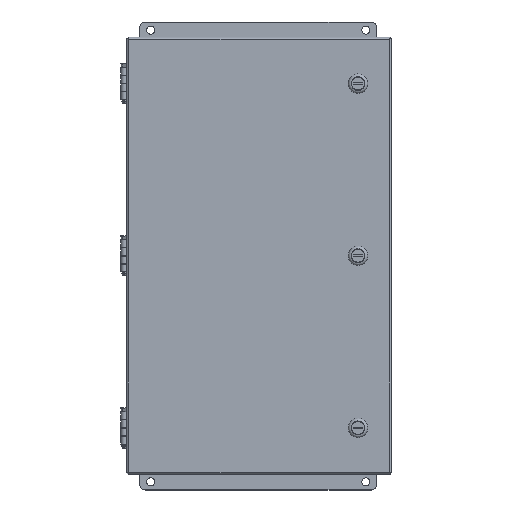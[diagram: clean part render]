
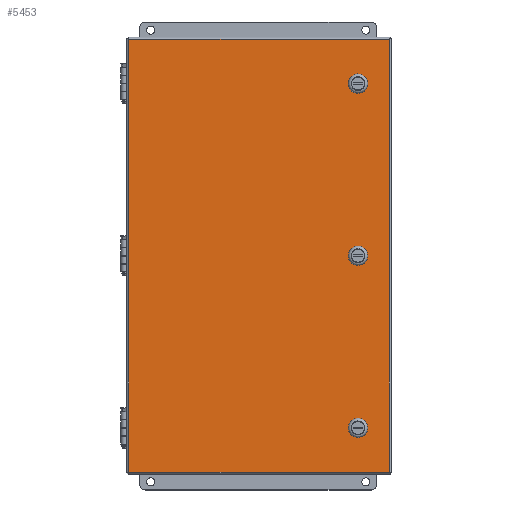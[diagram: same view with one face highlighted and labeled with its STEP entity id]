
A CAD part, top view. The second image highlights one B-rep face of the part: STEP entity #5453.
In plain terms, the highlighted face is planar.
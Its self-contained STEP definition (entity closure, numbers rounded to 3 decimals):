
#5453 = ADVANCED_FACE( '', ( #11492, #11493, #11494, #11495 ), #11496, .T. );
#11492 = FACE_BOUND( '', #38115, .T. );
#11493 = FACE_BOUND( '', #38116, .T. );
#11494 = FACE_BOUND( '', #38117, .T. );
#11495 = FACE_OUTER_BOUND( '', #38118, .T. );
#11496 = PLANE( '', #38119 );
#38115 = EDGE_LOOP( '', ( #62925, #62926, #62927, #62928 ) );
#38116 = EDGE_LOOP( '', ( #62929, #62930, #62931, #62932 ) );
#38117 = EDGE_LOOP( '', ( #62933, #62934, #62935, #62936 ) );
#38118 = EDGE_LOOP( '', ( #62937, #62938, #62939, #62940 ) );
#38119 = AXIS2_PLACEMENT_3D( '', #62941, #62942, #62943 );
#62925 = ORIENTED_EDGE( '', *, *, #75456, .F. );
#62926 = ORIENTED_EDGE( '', *, *, #72431, .F. );
#62927 = ORIENTED_EDGE( '', *, *, #70659, .F. );
#62928 = ORIENTED_EDGE( '', *, *, #74246, .F. );
#62929 = ORIENTED_EDGE( '', *, *, #72356, .F. );
#62930 = ORIENTED_EDGE( '', *, *, #75724, .F. );
#62931 = ORIENTED_EDGE( '', *, *, #73658, .F. );
#62932 = ORIENTED_EDGE( '', *, *, #75458, .F. );
#62933 = ORIENTED_EDGE( '', *, *, #75717, .F. );
#62934 = ORIENTED_EDGE( '', *, *, #75042, .F. );
#62935 = ORIENTED_EDGE( '', *, *, #75725, .F. );
#62936 = ORIENTED_EDGE( '', *, *, #73226, .F. );
#62937 = ORIENTED_EDGE( '', *, *, #74005, .T. );
#62938 = ORIENTED_EDGE( '', *, *, #73818, .F. );
#62939 = ORIENTED_EDGE( '', *, *, #73993, .T. );
#62940 = ORIENTED_EDGE( '', *, *, #75726, .T. );
#62941 = CARTESIAN_POINT( '', ( -156.21, 0., -257.81 ) );
#62942 = DIRECTION( '', ( 0., -1., 0. ) );
#62943 = DIRECTION( '', ( 0., 0., -1. ) );
#70659 = EDGE_CURVE( '', #77921, #77923, #77924, .T. );
#72356 = EDGE_CURVE( '', #80847, #80849, #80850, .T. );
#72431 = EDGE_CURVE( '', #77923, #80968, #80969, .T. );
#73226 = EDGE_CURVE( '', #82207, #82209, #82210, .T. );
#73658 = EDGE_CURVE( '', #82849, #82851, #82852, .T. );
#73818 = EDGE_CURVE( '', #79135, #82050, #83079, .T. );
#73993 = EDGE_CURVE( '', #79135, #83338, #83340, .T. );
#74005 = EDGE_CURVE( '', #83357, #82050, #83358, .T. );
#74246 = EDGE_CURVE( '', #83682, #77921, #83684, .T. );
#75042 = EDGE_CURVE( '', #84780, #84782, #84783, .T. );
#75456 = EDGE_CURVE( '', #80968, #83682, #85307, .T. );
#75458 = EDGE_CURVE( '', #80849, #82849, #85309, .T. );
#75717 = EDGE_CURVE( '', #84782, #82207, #85626, .T. );
#75724 = EDGE_CURVE( '', #82851, #80847, #85635, .T. );
#75725 = EDGE_CURVE( '', #82209, #84780, #85636, .T. );
#75726 = EDGE_CURVE( '', #83338, #83357, #85637, .T. );
#77921 = VERTEX_POINT( '', #89511 );
#77923 = VERTEX_POINT( '', #89514 );
#77924 = CIRCLE( '', #89515, 9.716 );
#79135 = VERTEX_POINT( '', #92432 );
#80847 = VERTEX_POINT( '', #97379 );
#80849 = VERTEX_POINT( '', #97382 );
#80850 = CIRCLE( '', #97383, 9.716 );
#80968 = VERTEX_POINT( '', #97634 );
#80969 = LINE( '', #97635, #97636 );
#82050 = VERTEX_POINT( '', #100401 );
#82207 = VERTEX_POINT( '', #100777 );
#82209 = VERTEX_POINT( '', #100780 );
#82210 = LINE( '', #100781, #100782 );
#82849 = VERTEX_POINT( '', #102331 );
#82851 = VERTEX_POINT( '', #102334 );
#82852 = CIRCLE( '', #102335, 9.716 );
#83079 = LINE( '', #103119, #103120 );
#83338 = VERTEX_POINT( '', #103900 );
#83340 = LINE( '', #103902, #103903 );
#83357 = VERTEX_POINT( '', #103940 );
#83358 = LINE( '', #103941, #103942 );
#83682 = VERTEX_POINT( '', #104660 );
#83684 = LINE( '', #104663, #104664 );
#84780 = VERTEX_POINT( '', #107473 );
#84782 = VERTEX_POINT( '', #107476 );
#84783 = LINE( '', #107477, #107478 );
#85307 = CIRCLE( '', #108520, 9.716 );
#85309 = LINE( '', #108522, #108523 );
#85626 = CIRCLE( '', #109366, 9.716 );
#85635 = LINE( '', #109378, #109379 );
#85636 = CIRCLE( '', #109380, 9.716 );
#85637 = LINE( '', #109381, #109382 );
#89511 = CARTESIAN_POINT( '', ( 108.585, 0., 197.878 ) );
#89514 = CARTESIAN_POINT( '', ( 124.841, 0., 197.878 ) );
#89515 = AXIS2_PLACEMENT_3D( '', #113213, #113214, #113215 );
#92432 = CARTESIAN_POINT( '', ( -153.873, 0., 255.473 ) );
#97379 = CARTESIAN_POINT( '', ( 124.841, 0., 5.322 ) );
#97382 = CARTESIAN_POINT( '', ( 108.585, 0., 5.322 ) );
#97383 = AXIS2_PLACEMENT_3D( '', #114319, #114320, #114321 );
#97634 = CARTESIAN_POINT( '', ( 124.841, 0., 208.522 ) );
#97635 = CARTESIAN_POINT( '', ( 124.841, 0., 208.522 ) );
#97636 = VECTOR( '', #114364, 1000. );
#100401 = CARTESIAN_POINT( '', ( 153.873, 0., 255.473 ) );
#100777 = CARTESIAN_POINT( '', ( 108.585, 0., -197.878 ) );
#100780 = CARTESIAN_POINT( '', ( 108.585, 0., -208.522 ) );
#100781 = CARTESIAN_POINT( '', ( 108.585, 0., -197.878 ) );
#100782 = VECTOR( '', #114954, 1000. );
#102331 = CARTESIAN_POINT( '', ( 108.585, 0., -5.322 ) );
#102334 = CARTESIAN_POINT( '', ( 124.841, 0., -5.322 ) );
#102335 = AXIS2_PLACEMENT_3D( '', #115272, #115273, #115274 );
#103119 = CARTESIAN_POINT( '', ( -153.873, 0., 255.473 ) );
#103120 = VECTOR( '', #115376, 1000. );
#103900 = CARTESIAN_POINT( '', ( -153.873, 0., -255.473 ) );
#103902 = CARTESIAN_POINT( '', ( -153.873, 0., -257.81 ) );
#103903 = VECTOR( '', #115473, 1000. );
#103940 = CARTESIAN_POINT( '', ( 153.873, 0., -255.473 ) );
#103941 = CARTESIAN_POINT( '', ( 153.873, 0., 255.473 ) );
#103942 = VECTOR( '', #115488, 1000. );
#104660 = CARTESIAN_POINT( '', ( 108.585, 0., 208.522 ) );
#104663 = CARTESIAN_POINT( '', ( 108.585, 0., 208.522 ) );
#104664 = VECTOR( '', #115667, 1000. );
#107473 = CARTESIAN_POINT( '', ( 124.841, 0., -208.522 ) );
#107476 = CARTESIAN_POINT( '', ( 124.841, 0., -197.878 ) );
#107477 = CARTESIAN_POINT( '', ( 124.841, 0., -197.878 ) );
#107478 = VECTOR( '', #116188, 1000. );
#108520 = AXIS2_PLACEMENT_3D( '', #116513, #116514, #116515 );
#108522 = CARTESIAN_POINT( '', ( 108.585, 0., 5.322 ) );
#108523 = VECTOR( '', #116516, 1000. );
#109366 = AXIS2_PLACEMENT_3D( '', #116658, #116659, #116660 );
#109378 = CARTESIAN_POINT( '', ( 124.841, 0., 5.322 ) );
#109379 = VECTOR( '', #116662, 1000. );
#109380 = AXIS2_PLACEMENT_3D( '', #116663, #116664, #116665 );
#109381 = CARTESIAN_POINT( '', ( 156.21, 0., -255.473 ) );
#109382 = VECTOR( '', #116666, 1000. );
#113213 = CARTESIAN_POINT( '', ( 116.713, 0., 203.2 ) );
#113214 = DIRECTION( '', ( 0., -1., 0. ) );
#113215 = DIRECTION( '', ( 1., 0., 0. ) );
#114319 = CARTESIAN_POINT( '', ( 116.713, 0., 0. ) );
#114320 = DIRECTION( '', ( 0., -1., 0. ) );
#114321 = DIRECTION( '', ( 1., 0., 0. ) );
#114364 = DIRECTION( '', ( 0., 0., 1. ) );
#114954 = DIRECTION( '', ( 0., 0., -1. ) );
#115272 = CARTESIAN_POINT( '', ( 116.713, 0., 0. ) );
#115273 = DIRECTION( '', ( 0., -1., 0. ) );
#115274 = DIRECTION( '', ( 1., 0., 0. ) );
#115376 = DIRECTION( '', ( 1., 0., 0. ) );
#115473 = DIRECTION( '', ( 0., 0., -1. ) );
#115488 = DIRECTION( '', ( 0., 0., 1. ) );
#115667 = DIRECTION( '', ( 0., 0., -1. ) );
#116188 = DIRECTION( '', ( 0., 0., 1. ) );
#116513 = CARTESIAN_POINT( '', ( 116.713, 0., 203.2 ) );
#116514 = DIRECTION( '', ( 0., -1., 0. ) );
#116515 = DIRECTION( '', ( 1., 0., 0. ) );
#116516 = DIRECTION( '', ( 0., 0., -1. ) );
#116658 = CARTESIAN_POINT( '', ( 116.713, 0., -203.2 ) );
#116659 = DIRECTION( '', ( 0., -1., 0. ) );
#116660 = DIRECTION( '', ( 1., 0., 0. ) );
#116662 = DIRECTION( '', ( 0., 0., 1. ) );
#116663 = CARTESIAN_POINT( '', ( 116.713, 0., -203.2 ) );
#116664 = DIRECTION( '', ( 0., -1., 0. ) );
#116665 = DIRECTION( '', ( 1., 0., 0. ) );
#116666 = DIRECTION( '', ( 1., 0., 0. ) );
